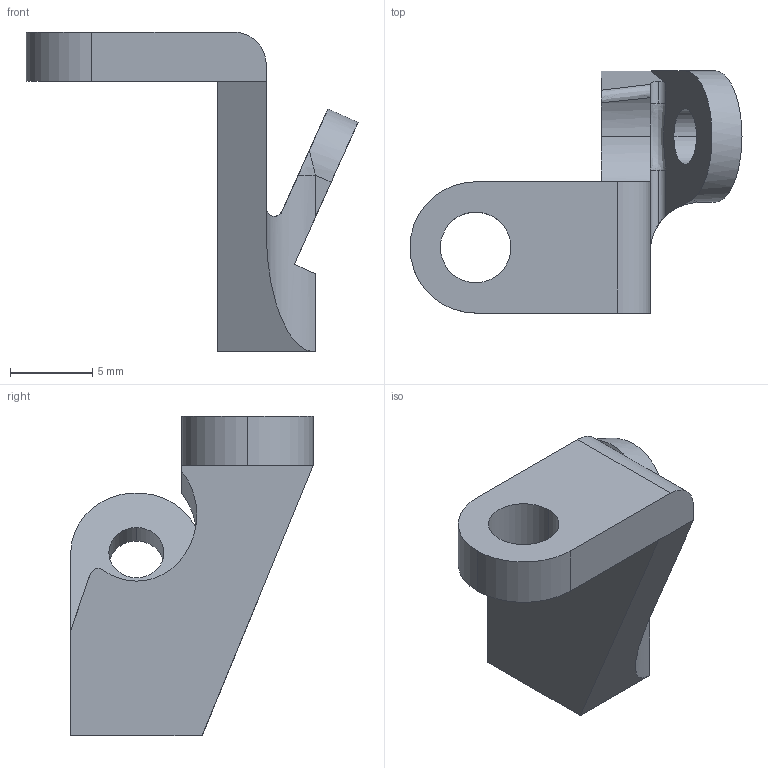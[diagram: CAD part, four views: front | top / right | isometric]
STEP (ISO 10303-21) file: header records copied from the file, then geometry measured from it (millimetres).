
FILE_DESCRIPTION (( 'STEP AP214' ), '1' );
FILE_NAME ('êðåïëåíèå äëÿ ÀÖÏ ïëàòû.STEP', '2024-01-27T15:07:08', ( '' ), ( '' ), 'SwSTEP 2.0', 'SolidWorks 2022', '' );
FILE_SCHEMA (( 'AUTOMOTIVE_DESIGN' ));
Length unit declared in the file: millimetre
Products named in the file (1): крепление для АЦП платы
Bounding box: 20.23 x 14.77 x 19.5 mm (x, y, z)
Volume: 951.2 mm3; surface area: 954.3 mm2
Topology: 1 solids, 1 shells, 36 faces, 97 edges, 63 vertices
Faces by surface type: plane 17, cylinder 16, bspline 3
Entity records: 1325 total; most frequent: CARTESIAN_POINT 433, ORIENTED_EDGE 194, DIRECTION 163, EDGE_CURVE 97, VERTEX_POINT 63, AXIS2_PLACEMENT_3D 55, LINE 53, VECTOR 53
